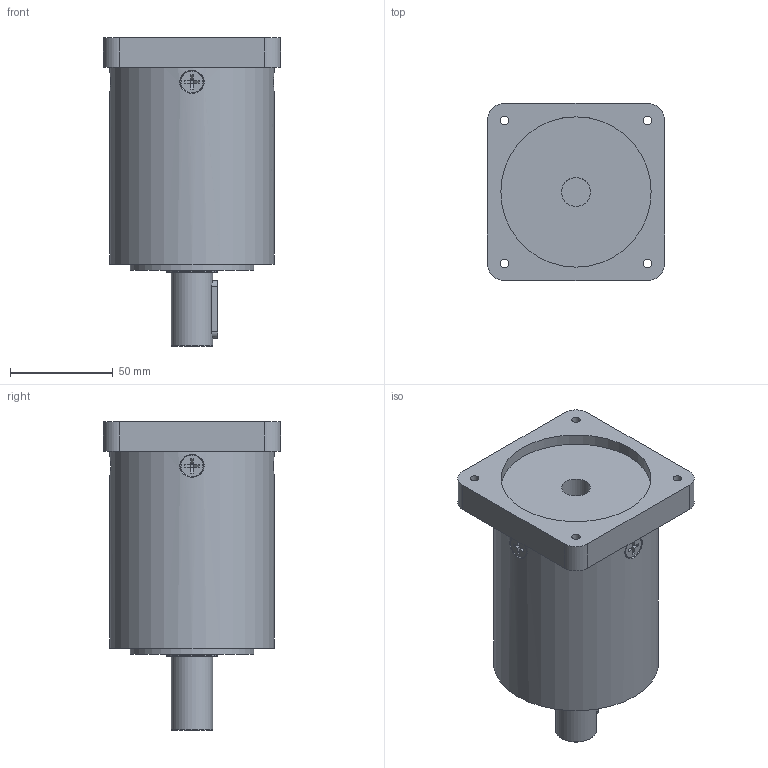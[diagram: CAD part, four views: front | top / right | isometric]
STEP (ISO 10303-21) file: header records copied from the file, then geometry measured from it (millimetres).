
FILE_DESCRIPTION(/* description */ (''),/* implementation_level */ '2;1');
FILE_NAME(/* name */ 'GP80-T2-XX-SRS87.stp',/* time_stamp */ '2022-11-21T16:24:27+01:00',/* author */ ('kaiming.cao'),/* organization */ (''),/* preprocessor_version */ 'ST-DEVELOPER v18.1',/* originating_system */ 'Autodesk Inventor 2021',/* authorisation */ '');
FILE_SCHEMA (('AUTOMOTIVE_DESIGN { 1 0 10303 214 3 1 1 }'));
Length unit declared in the file: millimetre
Products named in the file (1): D-00005065
Bounding box: 86 x 86 x 150 mm (x, y, z)
Volume: 579945.9 mm3; surface area: 50123.2 mm2
Topology: 1 solids, 1 shells, 125 faces, 325 edges, 215 vertices
Faces by surface type: plane 71, cylinder 32, bspline 8, torus 8, cone 6
Full cylindrical faces by diameter (mm): 1.92 x4, 4.134 x4, 4.917 x4, 14 x1, 20 x1, 25 x1, 60 x1, 73 x1, 80 x1
Entity records: 7379 total; most frequent: CARTESIAN_POINT 4261, ORIENTED_EDGE 642, DIRECTION 606, EDGE_CURVE 321, AXIS2_PLACEMENT_3D 220, VERTEX_POINT 215, LINE 166, VECTOR 166
